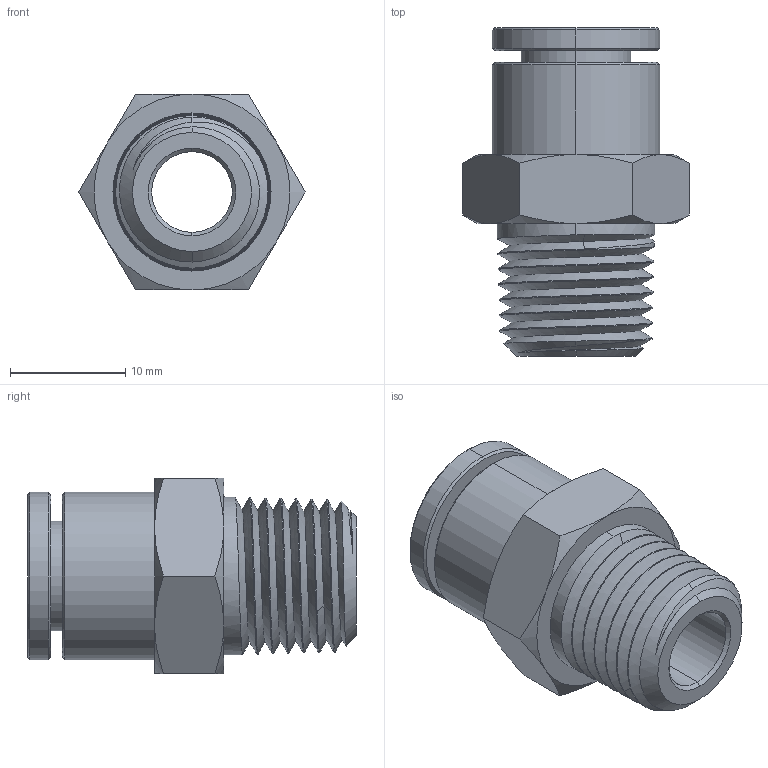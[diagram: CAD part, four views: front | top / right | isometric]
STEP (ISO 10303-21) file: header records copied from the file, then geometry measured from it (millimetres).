
FILE_DESCRIPTION (( 'STEP AP203' ), '1' );
FILE_NAME ('MCS8R1-4W.STEP', '2016-10-20T22:18:16', ( '' ), ( '' ), 'SwSTEP 2.0', 'SolidWorks 2016', '' );
FILE_SCHEMA (( 'CONFIG_CONTROL_DESIGN' ));
Length unit declared in the file: millimetre
Products named in the file (1): MCS8R1-4W
Bounding box: 19.63 x 28.51 x 17 mm (x, y, z)
Volume: 3023.1 mm3; surface area: 4722.2 mm2
Topology: 6 solids, 6 shells, 411 faces, 1127 edges, 733 vertices
Faces by surface type: plane 155, cone 153, cylinder 62, bspline 41
Entity records: 45401 total; most frequent: CARTESIAN_POINT 35642, ORIENTED_EDGE 2254, DIRECTION 1754, EDGE_CURVE 1127, VERTEX_POINT 733, AXIS2_PLACEMENT_3D 725, B_SPLINE_CURVE_WITH_KNOTS 469, EDGE_LOOP 428
